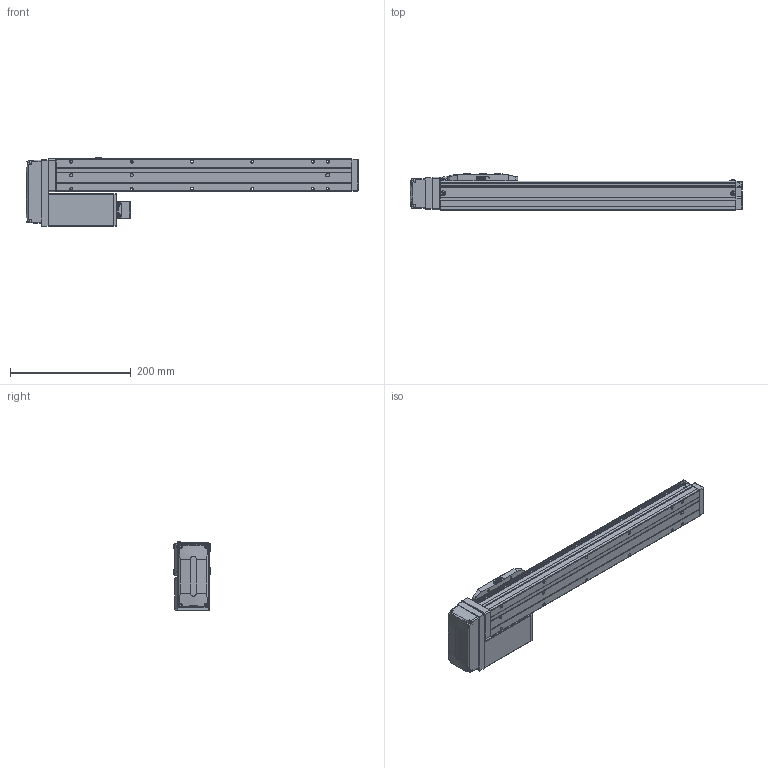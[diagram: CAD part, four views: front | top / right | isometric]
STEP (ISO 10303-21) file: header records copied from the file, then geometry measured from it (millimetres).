
FILE_DESCRIPTION (( 'STEP AP214' ), '1' );
FILE_NAME ('RM-RSLD-17-350-5-ATY 殏詁倰賑怢.STEP', '2021-12-03T05:50:50', ( '' ), ( '' ), 'SwSTEP 2.0', 'SolidWorks 2019', '' );
FILE_SCHEMA (( 'AUTOMOTIVE_DESIGN' ));
Length unit declared in the file: millimetre
Products named in the file (14): GTH5萇儂裔+30; 坋趼羞攫芛蹟隊M3℅6; 蕾宒堤盄芛俋褲; GTH5_L5_350_BR_42M_C3_0__25; GTH5_L5_350_BR_42M_C3_0__19-1; RM-RSLD-17-350-5-ATY 殏詁倰賑怢; GTH5_L5_350_BR_42M_C3_0__3; GTH5-滑台-组件（+30）; GTH5_L5_350_BR_42M_C3_0__13; GTH5萇儂綴裔; GTH5_L5_350_BR_42M_C3_0__21; GTH5_L5_350_BR_42M_C3_0__15; GTH5_L5_350_BR_42M_C3_0__23; 内六角圆柱头螺钉M3×115
Assembly tree (19 placements, depth 3):
  RM-RSLD-17-350-5-ATY 殏詁倰賑怢
    GTH5_L5_350_BR_42M_C3_0__3
    GTH5_L5_350_BR_42M_C3_0__13
    GTH5_L5_350_BR_42M_C3_0__15
    GTH5_L5_350_BR_42M_C3_0__19-1
    GTH5_L5_350_BR_42M_C3_0__21
    GTH5_L5_350_BR_42M_C3_0__23
    GTH5_L5_350_BR_42M_C3_0__25
    GTH5-滑台-组件（+30）
      蕾宒堤盄芛俋褲
      GTH5萇儂綴裔
      坋趼羞攫芛蹟隊M3℅6  x4
      GTH5萇儂裔+30
      内六角圆柱头螺钉M3×115  x4
Bounding box: 550 x 60 x 113 mm (x, y, z)
Volume: 1388490.9 mm3; surface area: 281691.9 mm2
Topology: 18 solids, 18 shells, 1483 faces, 3565 edges, 2190 vertices
Faces by surface type: plane 605, cylinder 506, torus 212, cone 90, bspline 42, sphere 28
Entity records: 50096 total; most frequent: CARTESIAN_POINT 8968, DIRECTION 7010, ORIENTED_EDGE 6468, EDGE_CURVE 3234, AXIS2_PLACEMENT_3D 2645, VERTEX_POINT 2013, LINE 1720, VECTOR 1720
